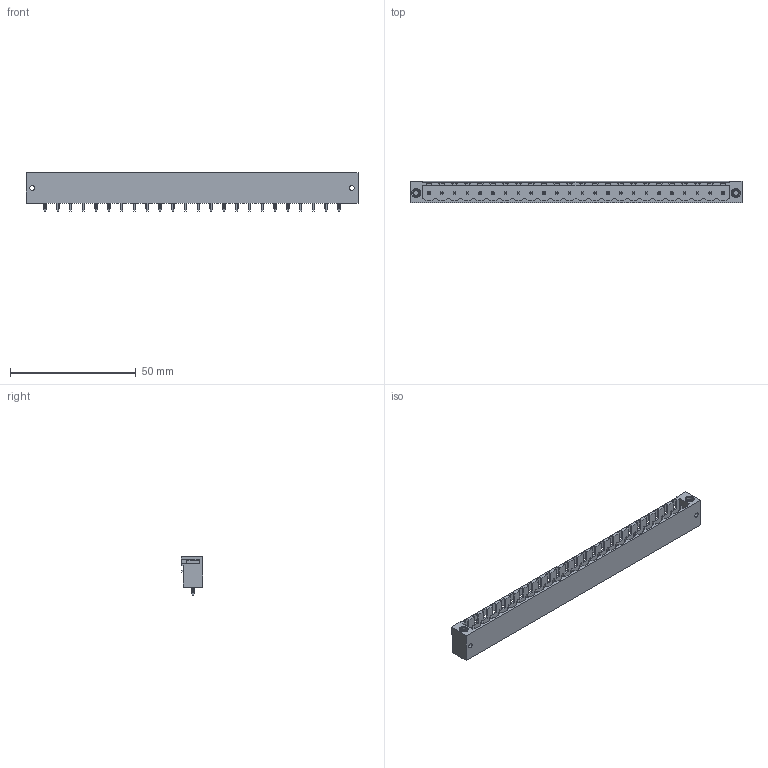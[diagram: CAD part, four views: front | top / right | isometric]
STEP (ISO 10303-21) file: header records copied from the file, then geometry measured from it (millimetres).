
FILE_DESCRIPTION(('CATIA V5 STEP Exchange','CAx-IF Rec.Pracs.--- Model Styling and Organization---1.2---2011-12-15'),'2;1');
FILE_NAME ('D1449090_0', '2018-10-25T10:35:20+00:00', ('none'), ('Weidmueller'), 'CATIA Version 5-6 Release 2014', 'CATIA V5 STEP AP214', 'none');
FILE_SCHEMA(('AUTOMOTIVE_DESIGN { 1 0 10303 214 1 1 1 1 }'));
Length unit declared in the file: millimetre
Products named in the file (1): 1147850000
Bounding box: 131.92 x 8.43 x 15.2 mm (x, y, z)
Volume: 6146.4 mm3; surface area: 10056.8 mm2
Topology: 27 solids, 27 shells, 977 faces, 2906 edges, 1939 vertices
Faces by surface type: plane 723, cylinder 238, cone 16
Entity records: 30314 total; most frequent: CARTESIAN_POINT 6734, ORIENTED_EDGE 5812, DIRECTION 3418, EDGE_CURVE 2906, VECTOR 2030, LINE 2030, VERTEX_POINT 1939, EDGE_LOOP 1045
